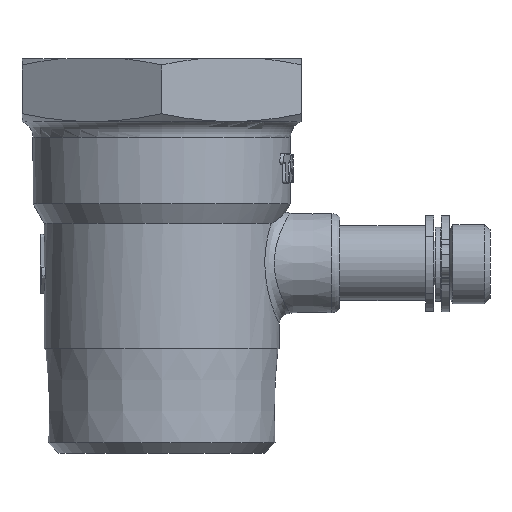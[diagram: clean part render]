
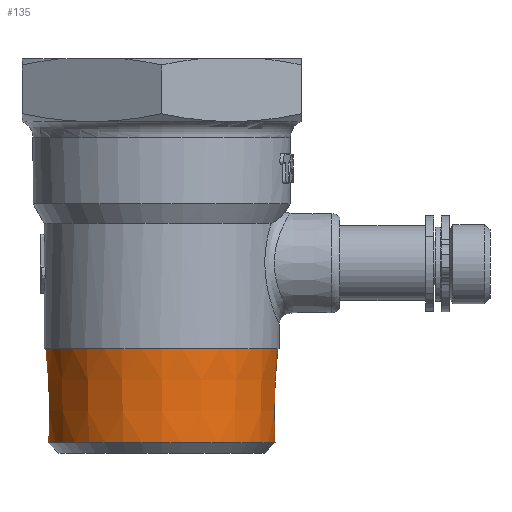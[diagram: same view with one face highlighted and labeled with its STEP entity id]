
A CAD part, left-side view. The second image highlights one B-rep face of the part: STEP entity #135.
In plain terms, the highlighted conical face has half-angle 1.79 degrees and reference radius 20.69 mm.
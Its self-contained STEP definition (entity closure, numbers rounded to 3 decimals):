
#135 = ADVANCED_FACE( '', ( #401, #402 ), #403, .T. );
#401 = FACE_OUTER_BOUND( '', #736, .T. );
#402 = FACE_BOUND( '', #737, .T. );
#403 = CONICAL_SURFACE( '', #738, 20.69, 0.031 );
#736 = EDGE_LOOP( '', ( #6087 ) );
#737 = EDGE_LOOP( '', ( #6088 ) );
#738 = AXIS2_PLACEMENT_3D( '', #6089, #6090, #6091 );
#6087 = ORIENTED_EDGE( '', *, *, #6634, .F. );
#6088 = ORIENTED_EDGE( '', *, *, #6635, .T. );
#6089 = CARTESIAN_POINT( '', ( 0., 0., -40.6 ) );
#6090 = DIRECTION( '', ( 0., 0., 1. ) );
#6091 = DIRECTION( '', ( 1., 0., 0. ) );
#6634 = EDGE_CURVE( '', #7122, #7122, #7123, .T. );
#6635 = EDGE_CURVE( '', #7124, #7124, #7125, .T. );
#7122 = VERTEX_POINT( '', #8537 );
#7123 = CIRCLE( '', #8538, 21.228 );
#7124 = VERTEX_POINT( '', #8539 );
#7125 = CIRCLE( '', #8540, 20.69 );
#8537 = CARTESIAN_POINT( '', ( 21.228, 0., -23.4 ) );
#8538 = AXIS2_PLACEMENT_3D( '', #11102, #11103, #11104 );
#8539 = CARTESIAN_POINT( '', ( 20.69, 0., -40.6 ) );
#8540 = AXIS2_PLACEMENT_3D( '', #11105, #11106, #11107 );
#11102 = CARTESIAN_POINT( '', ( 0., 0., -23.4 ) );
#11103 = DIRECTION( '', ( 0., 0., 1. ) );
#11104 = DIRECTION( '', ( 1., 0., 0. ) );
#11105 = CARTESIAN_POINT( '', ( 0., 0., -40.6 ) );
#11106 = DIRECTION( '', ( 0., 0., 1. ) );
#11107 = DIRECTION( '', ( 1., 0., 0. ) );
